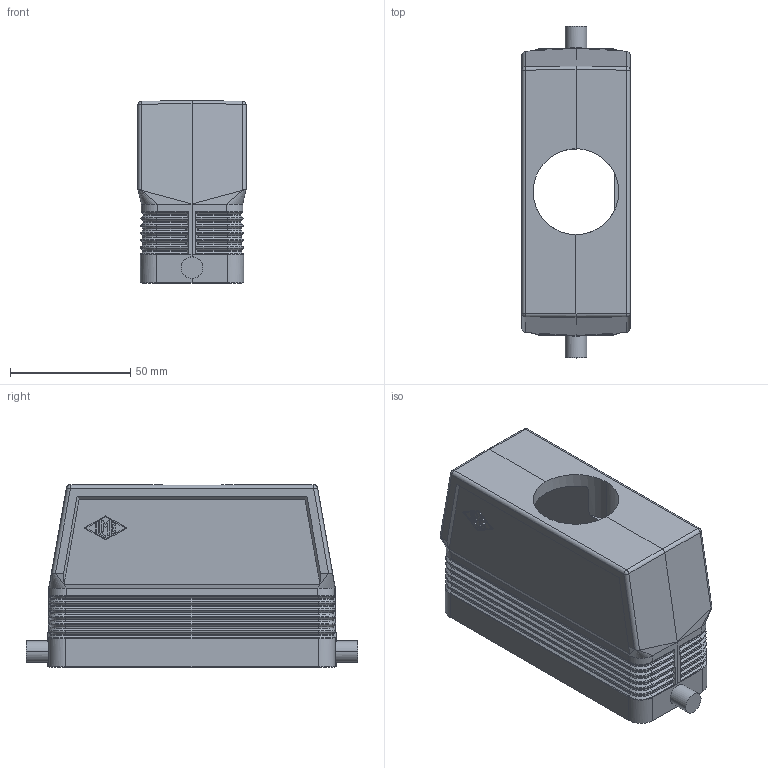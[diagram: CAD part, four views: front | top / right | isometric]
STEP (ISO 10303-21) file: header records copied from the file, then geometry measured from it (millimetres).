
FILE_DESCRIPTION(('Creo Elements/Direct Modeling STEP Export'),'2;1');
FILE_NAME('0ln7tug4dn50m6h3184','2017-11-14T10:02:49',(''),(''),'PTC Creo Elements/Direct Modeling STEP processor for AP214 (Solid Model)','PTC Creo Elements/Direct Modeling 19.0E 27-Jun-2016 (C) Parametric Technology GmbH','');
FILE_SCHEMA(('AUTOMOTIVE_DESIGN { 1 0 10303 214 1 1 1 1 }'));
Length unit declared in the file: millimetre
Products named in the file (2): CFV_24_L29
Assembly tree (1 placements, depth 2):
  CFV_24_L29
    CFV_24_L29
Bounding box: 45 x 138.2 x 76 mm (x, y, z)
Volume: 105549.7 mm3; surface area: 53808 mm2
Topology: 1 solids, 1 shells, 513 faces, 1249 edges, 736 vertices
Faces by surface type: plane 238, cylinder 139, cone 56, torus 48, bspline 28, sphere 4
Entity records: 23096 total; most frequent: CARTESIAN_POINT 7355, ORIENTED_EDGE 2478, DIRECTION 2360, EDGE_CURVE 1239, AXIS2_PLACEMENT_3D 841, VERTEX_POINT 736, VECTOR 678, LINE 678
